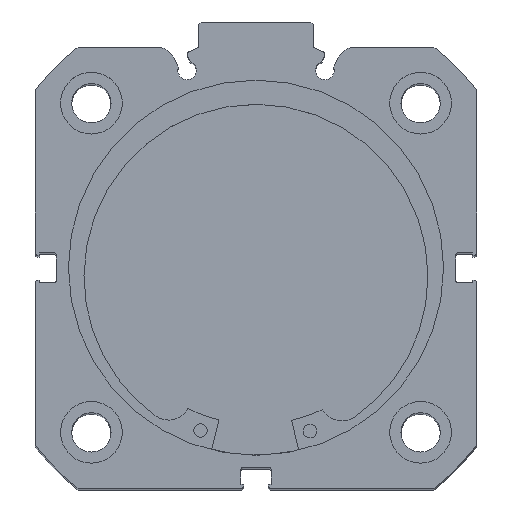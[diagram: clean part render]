
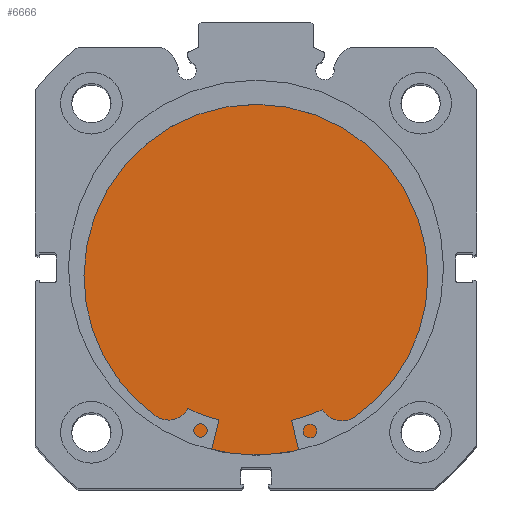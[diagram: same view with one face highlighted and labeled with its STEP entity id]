
A CAD part, top view. The second image highlights one B-rep face of the part: STEP entity #6666.
In plain terms, the highlighted face is planar.
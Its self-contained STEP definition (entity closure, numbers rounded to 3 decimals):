
#561 = EDGE_LOOP ( 'NONE', ( #2149, #2150 ) ) ;
#1029 = EDGE_CURVE ( 'NONE', #6186, #6155, #4567, .T. ) ;
#1038 = EDGE_CURVE ( 'NONE', #6155, #6186, #4578, .T. ) ;
#1284 = AXIS2_PLACEMENT_3D ( 'NONE', #3924, #3934, #3935 ) ;
#1286 = AXIS2_PLACEMENT_3D ( 'NONE', #3911, #3912, #3913 ) ;
#1446 = AXIS2_PLACEMENT_3D ( 'NONE', #5448, #5451, #5452 ) ;
#2149 = ORIENTED_EDGE ( 'NONE', *, *, #1029, .F. ) ;
#2150 = ORIENTED_EDGE ( 'NONE', *, *, #1038, .F. ) ;
#3911 = CARTESIAN_POINT ( 'NONE',  ( 12., 0., 0. ) ) ;
#3912 = DIRECTION ( 'NONE',  ( -1., 0., 0. ) ) ;
#3913 = DIRECTION ( 'NONE',  ( 0., 0., 1. ) ) ;
#3924 = CARTESIAN_POINT ( 'NONE',  ( 12., 0., 0. ) ) ;
#3934 = DIRECTION ( 'NONE',  ( -1., 0., 0. ) ) ;
#3935 = DIRECTION ( 'NONE',  ( 0., 0., 1. ) ) ;
#3976 = CARTESIAN_POINT ( 'NONE',  ( 12., 0., -41. ) ) ;
#3987 = CARTESIAN_POINT ( 'NONE',  ( 12., 0., 41. ) ) ;
#4567 = CIRCLE ( 'NONE', #1286, 41. ) ;
#4578 = CIRCLE ( 'NONE', #1284, 41. ) ;
#4867 = FACE_OUTER_BOUND ( 'NONE', #561, .T. ) ;
#5448 = CARTESIAN_POINT ( 'NONE',  ( 12., 41., 0. ) ) ;
#5449 = PLANE ( 'NONE',  #1446 ) ;
#5451 = DIRECTION ( 'NONE',  ( -1., 0., 0. ) ) ;
#5452 = DIRECTION ( 'NONE',  ( 0., 0., 1. ) ) ;
#6155 = VERTEX_POINT ( 'NONE', #3976 ) ;
#6186 = VERTEX_POINT ( 'NONE', #3987 ) ;
#6666 = ADVANCED_FACE ( 'NONE', ( #4867 ), #5449, .F. ) ;
